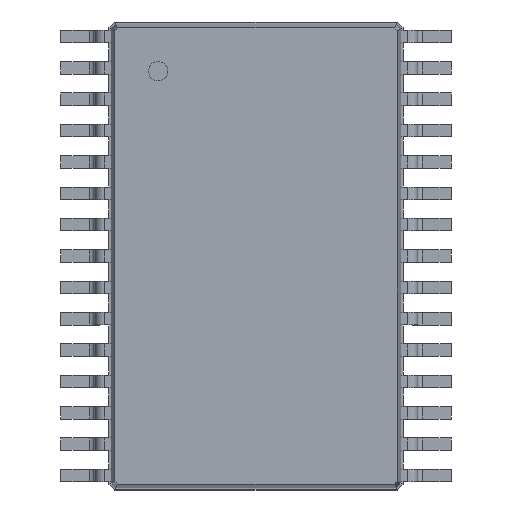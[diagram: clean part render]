
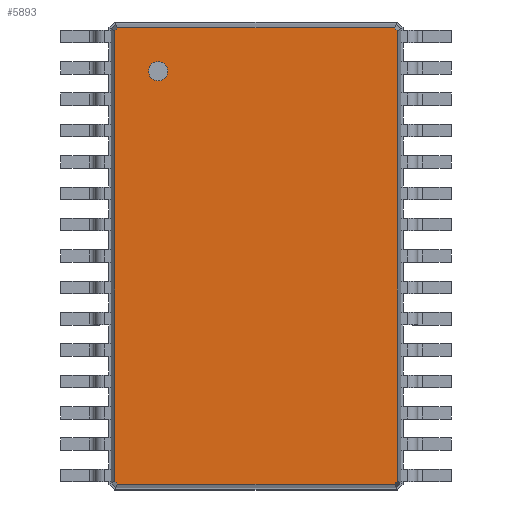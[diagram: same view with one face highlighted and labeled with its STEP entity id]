
A CAD part, top view. The second image highlights one B-rep face of the part: STEP entity #5893.
In plain terms, the highlighted planar face has unit normal (0, 0, 1).
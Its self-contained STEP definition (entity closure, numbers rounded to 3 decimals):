
#2018 = VERTEX_POINT('',#2019);
#2019 = CARTESIAN_POINT('',(2.929,-4.669,1.2));
#2024 = EDGE_CURVE('',#2025,#2018,#2027,.T.);
#2025 = VERTEX_POINT('',#2026);
#2026 = CARTESIAN_POINT('',(2.929,4.669,1.2));
#2027 = LINE('',#2028,#2029);
#2028 = CARTESIAN_POINT('',(2.929,4.669,1.2));
#2029 = VECTOR('',#2030,1.);
#2030 = DIRECTION('',(0.,-1.,0.));
#5876 = VERTEX_POINT('',#5877);
#5877 = CARTESIAN_POINT('',(2.869,-4.729,1.2));
#5882 = EDGE_CURVE('',#2018,#5876,#5883,.T.);
#5883 = LINE('',#5884,#5885);
#5884 = CARTESIAN_POINT('',(2.929,-4.669,1.2));
#5885 = VECTOR('',#5886,1.);
#5886 = DIRECTION('',(-0.707,-0.707,0.));
#5893 = ADVANCED_FACE('',(#5894,#5944),#5955,.F.);
#5894 = FACE_BOUND('',#5895,.F.);
#5895 = EDGE_LOOP('',(#5896,#5906,#5912,#5913,#5914,#5922,#5930,#5938));
#5896 = ORIENTED_EDGE('',*,*,#5897,.T.);
#5897 = EDGE_CURVE('',#5898,#5900,#5902,.T.);
#5898 = VERTEX_POINT('',#5899);
#5899 = CARTESIAN_POINT('',(-2.869,4.729,1.2));
#5900 = VERTEX_POINT('',#5901);
#5901 = CARTESIAN_POINT('',(2.869,4.729,1.2));
#5902 = LINE('',#5903,#5904);
#5903 = CARTESIAN_POINT('',(-2.869,4.729,1.2));
#5904 = VECTOR('',#5905,1.);
#5905 = DIRECTION('',(1.,0.,0.));
#5906 = ORIENTED_EDGE('',*,*,#5907,.T.);
#5907 = EDGE_CURVE('',#5900,#2025,#5908,.T.);
#5908 = LINE('',#5909,#5910);
#5909 = CARTESIAN_POINT('',(2.869,4.729,1.2));
#5910 = VECTOR('',#5911,1.);
#5911 = DIRECTION('',(0.707,-0.707,0.));
#5912 = ORIENTED_EDGE('',*,*,#2024,.T.);
#5913 = ORIENTED_EDGE('',*,*,#5882,.T.);
#5914 = ORIENTED_EDGE('',*,*,#5915,.T.);
#5915 = EDGE_CURVE('',#5876,#5916,#5918,.T.);
#5916 = VERTEX_POINT('',#5917);
#5917 = CARTESIAN_POINT('',(-2.869,-4.729,1.2));
#5918 = LINE('',#5919,#5920);
#5919 = CARTESIAN_POINT('',(2.869,-4.729,1.2));
#5920 = VECTOR('',#5921,1.);
#5921 = DIRECTION('',(-1.,0.,0.));
#5922 = ORIENTED_EDGE('',*,*,#5923,.T.);
#5923 = EDGE_CURVE('',#5916,#5924,#5926,.T.);
#5924 = VERTEX_POINT('',#5925);
#5925 = CARTESIAN_POINT('',(-2.929,-4.669,1.2));
#5926 = LINE('',#5927,#5928);
#5927 = CARTESIAN_POINT('',(-2.869,-4.729,1.2));
#5928 = VECTOR('',#5929,1.);
#5929 = DIRECTION('',(-0.707,0.707,0.));
#5930 = ORIENTED_EDGE('',*,*,#5931,.T.);
#5931 = EDGE_CURVE('',#5924,#5932,#5934,.T.);
#5932 = VERTEX_POINT('',#5933);
#5933 = CARTESIAN_POINT('',(-2.929,4.669,1.2));
#5934 = LINE('',#5935,#5936);
#5935 = CARTESIAN_POINT('',(-2.929,-4.669,1.2));
#5936 = VECTOR('',#5937,1.);
#5937 = DIRECTION('',(0.,1.,0.));
#5938 = ORIENTED_EDGE('',*,*,#5939,.T.);
#5939 = EDGE_CURVE('',#5932,#5898,#5940,.T.);
#5940 = LINE('',#5941,#5942);
#5941 = CARTESIAN_POINT('',(-2.929,4.669,1.2));
#5942 = VECTOR('',#5943,1.);
#5943 = DIRECTION('',(0.707,0.707,0.));
#5944 = FACE_BOUND('',#5945,.F.);
#5945 = EDGE_LOOP('',(#5946));
#5946 = ORIENTED_EDGE('',*,*,#5947,.T.);
#5947 = EDGE_CURVE('',#5948,#5948,#5950,.T.);
#5948 = VERTEX_POINT('',#5949);
#5949 = CARTESIAN_POINT('',(-2.029,3.629,1.2));
#5950 = CIRCLE('',#5951,0.2);
#5951 = AXIS2_PLACEMENT_3D('',#5952,#5953,#5954);
#5952 = CARTESIAN_POINT('',(-2.029,3.829,1.2));
#5953 = DIRECTION('',(0.,0.,1.));
#5954 = DIRECTION('',(0.,-1.,0.));
#5955 = PLANE('',#5956);
#5956 = AXIS2_PLACEMENT_3D('',#5957,#5958,#5959);
#5957 = CARTESIAN_POINT('',(-2.869,4.729,1.2));
#5958 = DIRECTION('',(0.,-0.,-1.));
#5959 = DIRECTION('',(0.519,-0.855,0.));
